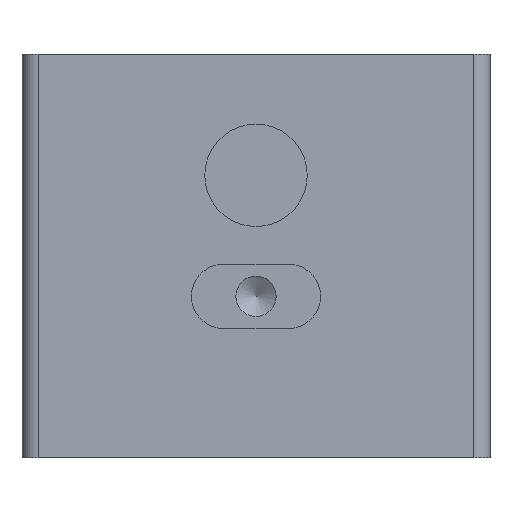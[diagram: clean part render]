
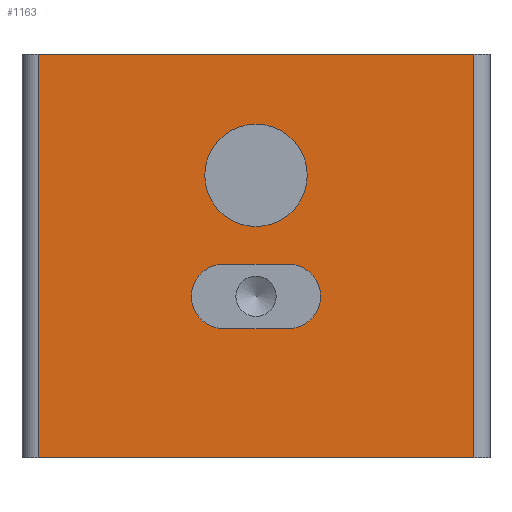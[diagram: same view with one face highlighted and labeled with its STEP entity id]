
A CAD part, front view. The second image highlights one B-rep face of the part: STEP entity #1163.
In plain terms, the highlighted planar face has unit normal (0, -1, 0).
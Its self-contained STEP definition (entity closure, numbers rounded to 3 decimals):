
#8 = CIRCLE ( 'NONE', #1121, 2. ) ;
#24 = EDGE_CURVE ( 'NONE', #927, #962, #490, .T. ) ;
#33 = VERTEX_POINT ( 'NONE', #959 ) ;
#35 = VECTOR ( 'NONE', #1221, 1000. ) ;
#44 = CARTESIAN_POINT ( 'NONE',  ( -13.5, -18., 25. ) ) ;
#51 = PLANE ( 'NONE',  #1007 ) ;
#56 = DIRECTION ( 'NONE',  ( 0., 0., 1. ) ) ;
#63 = VECTOR ( 'NONE', #1457, 1000. ) ;
#74 = EDGE_CURVE ( 'NONE', #962, #834, #8, .T. ) ;
#78 = CARTESIAN_POINT ( 'NONE',  ( 4., -18., 10. ) ) ;
#85 = DIRECTION ( 'NONE',  ( 0., 0., -1. ) ) ;
#105 = DIRECTION ( 'NONE',  ( 0., 1., 0. ) ) ;
#121 = EDGE_CURVE ( 'NONE', #600, #600, #606, .T. ) ;
#130 = DIRECTION ( 'NONE',  ( 0., 1., 0. ) ) ;
#147 = CARTESIAN_POINT ( 'NONE',  ( -14.5, -18., 25. ) ) ;
#155 = CARTESIAN_POINT ( 'NONE',  ( 13.5, -18., 25. ) ) ;
#157 = EDGE_LOOP ( 'NONE', ( #360 ) ) ;
#158 = CARTESIAN_POINT ( 'NONE',  ( 2., -18., 8. ) ) ;
#167 = CARTESIAN_POINT ( 'NONE',  ( -2., -18., 12. ) ) ;
#231 = CIRCLE ( 'NONE', #545, 2. ) ;
#234 = DIRECTION ( 'NONE',  ( 0., 0., 1. ) ) ;
#252 = EDGE_CURVE ( 'NONE', #616, #834, #1114, .T. ) ;
#327 = DIRECTION ( 'NONE',  ( 0., 0., 1. ) ) ;
#330 = VECTOR ( 'NONE', #85, 1000. ) ;
#360 = ORIENTED_EDGE ( 'NONE', *, *, #121, .F. ) ;
#374 = VECTOR ( 'NONE', #1255, 1000. ) ;
#417 = LINE ( 'NONE', #863, #330 ) ;
#434 = CARTESIAN_POINT ( 'NONE',  ( -14.5, -18., 25. ) ) ;
#453 = ORIENTED_EDGE ( 'NONE', *, *, #74, .T. ) ;
#490 = CIRCLE ( 'NONE', #1286, 2. ) ;
#501 = ORIENTED_EDGE ( 'NONE', *, *, #24, .T. ) ;
#506 = EDGE_CURVE ( 'NONE', #1233, #33, #669, .T. ) ;
#542 = EDGE_CURVE ( 'NONE', #1008, #809, #231, .T. ) ;
#545 = AXIS2_PLACEMENT_3D ( 'NONE', #875, #1334, #327 ) ;
#581 = ORIENTED_EDGE ( 'NONE', *, *, #252, .F. ) ;
#588 = AXIS2_PLACEMENT_3D ( 'NONE', #1340, #105, #234 ) ;
#590 = CARTESIAN_POINT ( 'NONE',  ( -4., -18., 12. ) ) ;
#591 = ORIENTED_EDGE ( 'NONE', *, *, #1155, .T. ) ;
#600 = VERTEX_POINT ( 'NONE', #1385 ) ;
#606 = CIRCLE ( 'NONE', #1072, 3.175 ) ;
#616 = VERTEX_POINT ( 'NONE', #1247 ) ;
#626 = DIRECTION ( 'NONE',  ( 0., 0., -1. ) ) ;
#669 = LINE ( 'NONE', #434, #1124 ) ;
#697 = FACE_BOUND ( 'NONE', #1236, .T. ) ;
#722 = ORIENTED_EDGE ( 'NONE', *, *, #542, .T. ) ;
#729 = VECTOR ( 'NONE', #1152, 1000. ) ;
#730 = ORIENTED_EDGE ( 'NONE', *, *, #1063, .T. ) ;
#738 = DIRECTION ( 'NONE',  ( 0., 1., 0. ) ) ;
#772 = CARTESIAN_POINT ( 'NONE',  ( 2., -18., 12. ) ) ;
#783 = DIRECTION ( 'NONE',  ( 1., 0., 0. ) ) ;
#798 = LINE ( 'NONE', #1463, #63 ) ;
#808 = LINE ( 'NONE', #155, #729 ) ;
#809 = VERTEX_POINT ( 'NONE', #167 ) ;
#813 = CARTESIAN_POINT ( 'NONE',  ( -13.5, -18., 0. ) ) ;
#834 = VERTEX_POINT ( 'NONE', #158 ) ;
#863 = CARTESIAN_POINT ( 'NONE',  ( -13.5, -18., 25. ) ) ;
#875 = CARTESIAN_POINT ( 'NONE',  ( -2., -18., 10. ) ) ;
#902 = VERTEX_POINT ( 'NONE', #1422 ) ;
#910 = EDGE_CURVE ( 'NONE', #1233, #1024, #417, .T. ) ;
#922 = DIRECTION ( 'NONE',  ( 0., 0., 1. ) ) ;
#927 = VERTEX_POINT ( 'NONE', #772 ) ;
#959 = CARTESIAN_POINT ( 'NONE',  ( 13.5, -18., 25. ) ) ;
#962 = VERTEX_POINT ( 'NONE', #78 ) ;
#966 = DIRECTION ( 'NONE',  ( 0., -1., 0. ) ) ;
#981 = CARTESIAN_POINT ( 'NONE',  ( 2., -18., 10. ) ) ;
#1007 = AXIS2_PLACEMENT_3D ( 'NONE', #147, #130, #922 ) ;
#1008 = VERTEX_POINT ( 'NONE', #1137 ) ;
#1017 = ORIENTED_EDGE ( 'NONE', *, *, #1051, .T. ) ;
#1024 = VERTEX_POINT ( 'NONE', #813 ) ;
#1036 = ORIENTED_EDGE ( 'NONE', *, *, #506, .F. ) ;
#1044 = FACE_BOUND ( 'NONE', #157, .T. ) ;
#1051 = EDGE_CURVE ( 'NONE', #616, #1008, #1359, .T. ) ;
#1058 = CARTESIAN_POINT ( 'NONE',  ( 2., -18., 10. ) ) ;
#1063 = EDGE_CURVE ( 'NONE', #1024, #902, #798, .T. ) ;
#1066 = DIRECTION ( 'NONE',  ( 0., 0., 1. ) ) ;
#1072 = AXIS2_PLACEMENT_3D ( 'NONE', #1306, #966, #626 ) ;
#1114 = LINE ( 'NONE', #1214, #35 ) ;
#1121 = AXIS2_PLACEMENT_3D ( 'NONE', #981, #738, #56 ) ;
#1124 = VECTOR ( 'NONE', #783, 1000. ) ;
#1137 = CARTESIAN_POINT ( 'NONE',  ( -4., -18., 10. ) ) ;
#1141 = LINE ( 'NONE', #590, #374 ) ;
#1152 = DIRECTION ( 'NONE',  ( 0., 0., 1. ) ) ;
#1155 = EDGE_CURVE ( 'NONE', #902, #33, #808, .T. ) ;
#1163 = ADVANCED_FACE ( 'NONE', ( #1044, #1276, #697 ), #51, .F. ) ;
#1177 = ORIENTED_EDGE ( 'NONE', *, *, #1185, .F. ) ;
#1185 = EDGE_CURVE ( 'NONE', #927, #809, #1141, .T. ) ;
#1209 = ORIENTED_EDGE ( 'NONE', *, *, #910, .T. ) ;
#1214 = CARTESIAN_POINT ( 'NONE',  ( -4., -18., 8. ) ) ;
#1221 = DIRECTION ( 'NONE',  ( 1., 0., 0. ) ) ;
#1233 = VERTEX_POINT ( 'NONE', #44 ) ;
#1236 = EDGE_LOOP ( 'NONE', ( #581, #1017, #722, #1177, #501, #453 ) ) ;
#1247 = CARTESIAN_POINT ( 'NONE',  ( -2., -18., 8. ) ) ;
#1255 = DIRECTION ( 'NONE',  ( -1., 0., 0. ) ) ;
#1276 = FACE_OUTER_BOUND ( 'NONE', #1389, .T. ) ;
#1286 = AXIS2_PLACEMENT_3D ( 'NONE', #1058, #1324, #1066 ) ;
#1306 = CARTESIAN_POINT ( 'NONE',  ( 0., -18., 17.5 ) ) ;
#1324 = DIRECTION ( 'NONE',  ( 0., 1., 0. ) ) ;
#1334 = DIRECTION ( 'NONE',  ( 0., 1., 0. ) ) ;
#1340 = CARTESIAN_POINT ( 'NONE',  ( -2., -18., 10. ) ) ;
#1359 = CIRCLE ( 'NONE', #588, 2. ) ;
#1385 = CARTESIAN_POINT ( 'NONE',  ( 0., -18., 14.325 ) ) ;
#1389 = EDGE_LOOP ( 'NONE', ( #730, #591, #1036, #1209 ) ) ;
#1422 = CARTESIAN_POINT ( 'NONE',  ( 13.5, -18., 0. ) ) ;
#1457 = DIRECTION ( 'NONE',  ( 1., 0., 0. ) ) ;
#1463 = CARTESIAN_POINT ( 'NONE',  ( -14.5, -18., 0. ) ) ;
